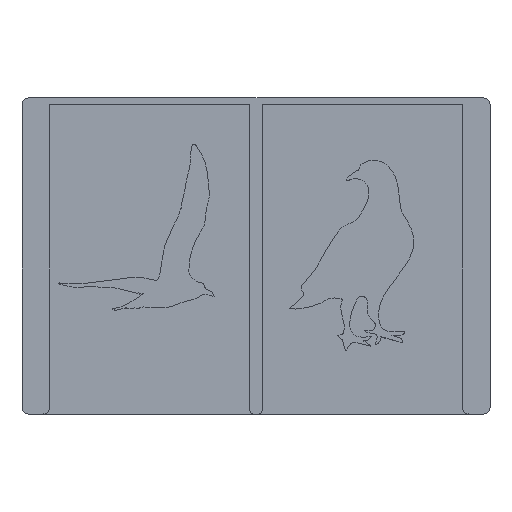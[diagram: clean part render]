
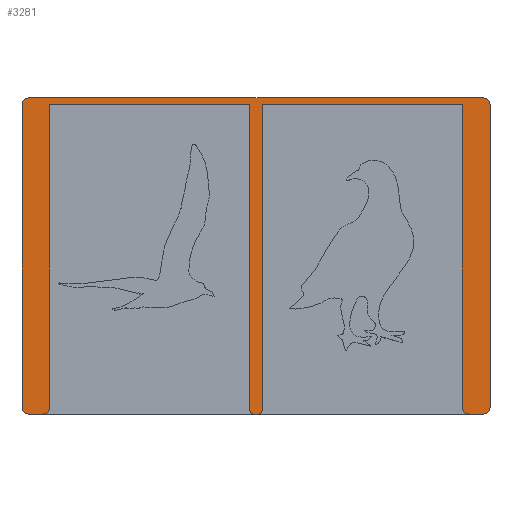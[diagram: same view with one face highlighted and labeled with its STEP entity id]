
A CAD part, top view. The second image highlights one B-rep face of the part: STEP entity #3281.
In plain terms, the highlighted planar face has unit normal (0, 0, 1).
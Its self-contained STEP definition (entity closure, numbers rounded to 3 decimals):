
#484=PLANE('',#3483);
#505=FACE_OUTER_BOUND('',#691,.T.);
#691=EDGE_LOOP('',(#2215,#2216,#2217,#2218,#2219,#2220,#2221,#2222,#2223,
#2224,#2225,#2226,#2227,#2228,#2229,#2230,#2231,#2232,#2233,#2234));
#884=LINE('',#3865,#1086);
#888=LINE('',#3873,#1090);
#892=LINE('',#3881,#1094);
#894=LINE('',#3885,#1096);
#895=LINE('',#3887,#1097);
#896=LINE('',#3889,#1098);
#897=LINE('',#3894,#1099);
#898=LINE('',#3898,#1100);
#899=LINE('',#3902,#1101);
#900=LINE('',#3907,#1102);
#901=LINE('',#3909,#1103);
#902=LINE('',#3911,#1104);
#1086=VECTOR('',#3548,10.);
#1090=VECTOR('',#3552,10.);
#1094=VECTOR('',#3556,10.);
#1096=VECTOR('',#3560,10.);
#1097=VECTOR('',#3561,10.);
#1098=VECTOR('',#3562,10.);
#1099=VECTOR('',#3567,10.);
#1100=VECTOR('',#3570,10.);
#1101=VECTOR('',#3573,10.);
#1102=VECTOR('',#3578,10.);
#1103=VECTOR('',#3579,10.);
#1104=VECTOR('',#3580,10.);
#1285=CIRCLE('',#3480,1.);
#1287=CIRCLE('',#3484,2.);
#1288=CIRCLE('',#3485,2.);
#1289=CIRCLE('',#3486,2.);
#1290=CIRCLE('',#3487,2.);
#1291=CIRCLE('',#3488,2.);
#1292=CIRCLE('',#3489,2.);
#1293=CIRCLE('',#3490,1.);
#1309=VERTEX_POINT('',#3853);
#1310=VERTEX_POINT('',#3854);
#1314=VERTEX_POINT('',#3864);
#1317=VERTEX_POINT('',#3870);
#1318=VERTEX_POINT('',#3872);
#1321=VERTEX_POINT('',#3878);
#1322=VERTEX_POINT('',#3880);
#1323=VERTEX_POINT('',#3884);
#1324=VERTEX_POINT('',#3886);
#1325=VERTEX_POINT('',#3888);
#1326=VERTEX_POINT('',#3891);
#1327=VERTEX_POINT('',#3893);
#1328=VERTEX_POINT('',#3895);
#1329=VERTEX_POINT('',#3897);
#1330=VERTEX_POINT('',#3899);
#1331=VERTEX_POINT('',#3901);
#1332=VERTEX_POINT('',#3904);
#1333=VERTEX_POINT('',#3906);
#1334=VERTEX_POINT('',#3908);
#1335=VERTEX_POINT('',#3910);
#1665=EDGE_CURVE('',#1309,#1310,#1285,.T.);
#1670=EDGE_CURVE('',#1314,#1310,#884,.T.);
#1674=EDGE_CURVE('',#1318,#1317,#888,.T.);
#1678=EDGE_CURVE('',#1322,#1321,#892,.T.);
#1680=EDGE_CURVE('',#1309,#1323,#894,.T.);
#1681=EDGE_CURVE('',#1323,#1324,#895,.T.);
#1682=EDGE_CURVE('',#1324,#1325,#896,.T.);
#1683=EDGE_CURVE('',#1322,#1325,#1287,.T.);
#1684=EDGE_CURVE('',#1326,#1321,#1288,.T.);
#1685=EDGE_CURVE('',#1326,#1327,#897,.T.);
#1686=EDGE_CURVE('',#1328,#1327,#1289,.T.);
#1687=EDGE_CURVE('',#1328,#1329,#898,.T.);
#1688=EDGE_CURVE('',#1330,#1329,#1290,.T.);
#1689=EDGE_CURVE('',#1330,#1331,#899,.T.);
#1690=EDGE_CURVE('',#1318,#1331,#1291,.T.);
#1691=EDGE_CURVE('',#1332,#1317,#1292,.T.);
#1692=EDGE_CURVE('',#1332,#1333,#900,.T.);
#1693=EDGE_CURVE('',#1333,#1334,#901,.T.);
#1694=EDGE_CURVE('',#1334,#1335,#902,.T.);
#1695=EDGE_CURVE('',#1314,#1335,#1293,.T.);
#2215=ORIENTED_EDGE('',*,*,#1665,.F.);
#2216=ORIENTED_EDGE('',*,*,#1680,.T.);
#2217=ORIENTED_EDGE('',*,*,#1681,.T.);
#2218=ORIENTED_EDGE('',*,*,#1682,.T.);
#2219=ORIENTED_EDGE('',*,*,#1683,.F.);
#2220=ORIENTED_EDGE('',*,*,#1678,.T.);
#2221=ORIENTED_EDGE('',*,*,#1684,.F.);
#2222=ORIENTED_EDGE('',*,*,#1685,.T.);
#2223=ORIENTED_EDGE('',*,*,#1686,.F.);
#2224=ORIENTED_EDGE('',*,*,#1687,.T.);
#2225=ORIENTED_EDGE('',*,*,#1688,.F.);
#2226=ORIENTED_EDGE('',*,*,#1689,.T.);
#2227=ORIENTED_EDGE('',*,*,#1690,.F.);
#2228=ORIENTED_EDGE('',*,*,#1674,.T.);
#2229=ORIENTED_EDGE('',*,*,#1691,.F.);
#2230=ORIENTED_EDGE('',*,*,#1692,.T.);
#2231=ORIENTED_EDGE('',*,*,#1693,.T.);
#2232=ORIENTED_EDGE('',*,*,#1694,.T.);
#2233=ORIENTED_EDGE('',*,*,#1695,.F.);
#2234=ORIENTED_EDGE('',*,*,#1670,.T.);
#3281=ADVANCED_FACE('',(#505),#484,.T.);
#3480=AXIS2_PLACEMENT_3D('',#3855,#3539,#3540);
#3483=AXIS2_PLACEMENT_3D('',#3883,#3558,#3559);
#3484=AXIS2_PLACEMENT_3D('',#3890,#3563,#3564);
#3485=AXIS2_PLACEMENT_3D('',#3892,#3565,#3566);
#3486=AXIS2_PLACEMENT_3D('',#3896,#3568,#3569);
#3487=AXIS2_PLACEMENT_3D('',#3900,#3571,#3572);
#3488=AXIS2_PLACEMENT_3D('',#3903,#3574,#3575);
#3489=AXIS2_PLACEMENT_3D('',#3905,#3576,#3577);
#3490=AXIS2_PLACEMENT_3D('',#3912,#3581,#3582);
#3539=DIRECTION('center_axis',(0.,0.,-1.));
#3540=DIRECTION('ref_axis',(0.707,-0.707,0.));
#3548=DIRECTION('',(1.,0.,0.));
#3552=DIRECTION('',(1.,0.,0.));
#3556=DIRECTION('',(1.,0.,0.));
#3558=DIRECTION('center_axis',(0.,0.,1.));
#3559=DIRECTION('ref_axis',(1.,0.,0.));
#3560=DIRECTION('',(0.,1.,0.));
#3561=DIRECTION('',(1.,0.,0.));
#3562=DIRECTION('',(0.,-1.,0.));
#3563=DIRECTION('center_axis',(0.,0.,-1.));
#3564=DIRECTION('ref_axis',(-0.707,-0.707,0.));
#3565=DIRECTION('center_axis',(0.,0.,-1.));
#3566=DIRECTION('ref_axis',(0.707,-0.707,0.));
#3567=DIRECTION('',(0.,1.,0.));
#3568=DIRECTION('center_axis',(0.,0.,-1.));
#3569=DIRECTION('ref_axis',(0.707,0.707,0.));
#3570=DIRECTION('',(-1.,0.,0.));
#3571=DIRECTION('center_axis',(0.,0.,-1.));
#3572=DIRECTION('ref_axis',(-0.707,0.707,0.));
#3573=DIRECTION('',(0.,-1.,0.));
#3574=DIRECTION('center_axis',(0.,0.,-1.));
#3575=DIRECTION('ref_axis',(-0.707,-0.707,0.));
#3576=DIRECTION('center_axis',(0.,0.,-1.));
#3577=DIRECTION('ref_axis',(0.707,-0.707,0.));
#3578=DIRECTION('',(0.,1.,0.));
#3579=DIRECTION('',(1.,0.,0.));
#3580=DIRECTION('',(0.,-1.,0.));
#3581=DIRECTION('center_axis',(0.,0.,-1.));
#3582=DIRECTION('ref_axis',(-0.707,-0.707,0.));
#3853=CARTESIAN_POINT('',(69.5,1.,3.));
#3854=CARTESIAN_POINT('',(68.5,0.,3.));
#3855=CARTESIAN_POINT('Origin',(68.5,1.,3.));
#3864=CARTESIAN_POINT('',(67.,0.,3.));
#3865=CARTESIAN_POINT('',(0.,0.,3.));
#3870=CARTESIAN_POINT('',(6.,0.,3.));
#3872=CARTESIAN_POINT('',(2.,0.,3.));
#3873=CARTESIAN_POINT('',(0.,0.,3.));
#3878=CARTESIAN_POINT('',(133.5,0.,3.));
#3880=CARTESIAN_POINT('',(129.5,0.,3.));
#3881=CARTESIAN_POINT('',(0.,0.,3.));
#3883=CARTESIAN_POINT('Origin',(67.75,45.75,3.));
#3884=CARTESIAN_POINT('',(69.5,89.5,3.));
#3885=CARTESIAN_POINT('',(69.5,22.875,3.));
#3886=CARTESIAN_POINT('',(127.5,89.5,3.));
#3887=CARTESIAN_POINT('',(68.625,89.5,3.));
#3888=CARTESIAN_POINT('',(127.5,2.,3.));
#3889=CARTESIAN_POINT('',(127.5,67.625,3.));
#3890=CARTESIAN_POINT('Origin',(129.5,2.,3.));
#3891=CARTESIAN_POINT('',(135.5,2.,3.));
#3892=CARTESIAN_POINT('Origin',(133.5,2.,3.));
#3893=CARTESIAN_POINT('',(135.5,89.5,3.));
#3894=CARTESIAN_POINT('',(135.5,7.,3.));
#3895=CARTESIAN_POINT('',(133.5,91.5,3.));
#3896=CARTESIAN_POINT('Origin',(133.5,89.5,3.));
#3897=CARTESIAN_POINT('',(2.,91.5,3.));
#3898=CARTESIAN_POINT('',(135.5,91.5,3.));
#3899=CARTESIAN_POINT('',(0.,89.5,3.));
#3900=CARTESIAN_POINT('Origin',(2.,89.5,3.));
#3901=CARTESIAN_POINT('',(0.,2.,3.));
#3902=CARTESIAN_POINT('',(0.,84.5,3.));
#3903=CARTESIAN_POINT('Origin',(2.,2.,3.));
#3904=CARTESIAN_POINT('',(8.,2.,3.));
#3905=CARTESIAN_POINT('Origin',(6.,2.,3.));
#3906=CARTESIAN_POINT('',(8.,89.5,3.));
#3907=CARTESIAN_POINT('',(8.,22.875,3.));
#3908=CARTESIAN_POINT('',(66.,89.5,3.));
#3909=CARTESIAN_POINT('',(37.875,89.5,3.));
#3910=CARTESIAN_POINT('',(66.,1.,3.));
#3911=CARTESIAN_POINT('',(66.,67.625,3.));
#3912=CARTESIAN_POINT('Origin',(67.,1.,3.));
